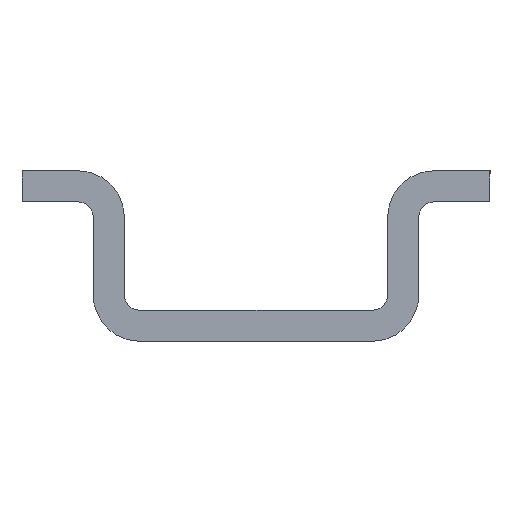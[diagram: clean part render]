
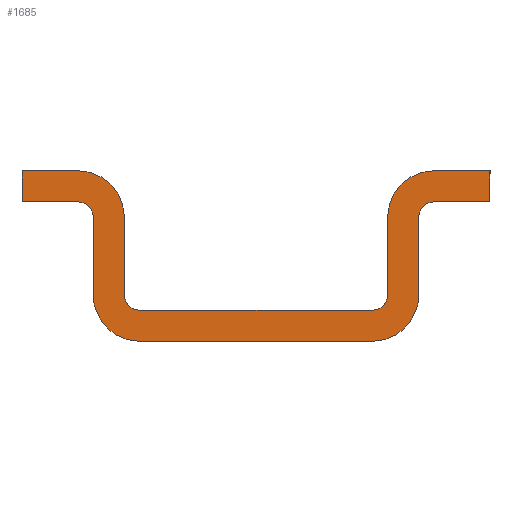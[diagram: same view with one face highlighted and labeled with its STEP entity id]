
A CAD part, left-side view. The second image highlights one B-rep face of the part: STEP entity #1685.
In plain terms, the highlighted planar face has unit normal (-1, 0, 0).
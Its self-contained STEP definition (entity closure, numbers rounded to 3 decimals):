
#87=FACE_OUTER_BOUND('',#173,.T.);
#173=EDGE_LOOP('',(#1135,#1136,#1137,#1138,#1139,#1140,#1141,#1142,#1143,
#1144,#1145,#1146,#1147,#1148,#1149,#1150,#1151,#1152,#1153,#1154));
#291=CIRCLE('',#1792,1.5);
#292=CIRCLE('',#1793,0.5);
#293=CIRCLE('',#1794,0.5);
#294=CIRCLE('',#1795,1.5);
#295=CIRCLE('',#1796,0.5);
#296=CIRCLE('',#1797,1.5);
#297=CIRCLE('',#1798,1.5);
#298=CIRCLE('',#1799,0.5);
#371=LINE('',#2467,#543);
#372=LINE('',#2469,#544);
#373=LINE('',#2473,#545);
#374=LINE('',#2477,#546);
#375=LINE('',#2481,#547);
#376=LINE('',#2485,#548);
#377=LINE('',#2487,#549);
#378=LINE('',#2489,#550);
#379=LINE('',#2493,#551);
#380=LINE('',#2497,#552);
#381=LINE('',#2501,#553);
#382=LINE('',#2504,#554);
#543=VECTOR('',#1961,10.);
#544=VECTOR('',#1962,10.);
#545=VECTOR('',#1965,10.);
#546=VECTOR('',#1968,10.);
#547=VECTOR('',#1971,10.);
#548=VECTOR('',#1974,10.);
#549=VECTOR('',#1975,10.);
#550=VECTOR('',#1976,10.);
#551=VECTOR('',#1979,10.);
#552=VECTOR('',#1982,10.);
#553=VECTOR('',#1985,10.);
#554=VECTOR('',#1988,10.);
#715=VERTEX_POINT('',#2465);
#716=VERTEX_POINT('',#2466);
#717=VERTEX_POINT('',#2468);
#718=VERTEX_POINT('',#2470);
#719=VERTEX_POINT('',#2472);
#720=VERTEX_POINT('',#2474);
#721=VERTEX_POINT('',#2476);
#722=VERTEX_POINT('',#2478);
#723=VERTEX_POINT('',#2480);
#724=VERTEX_POINT('',#2482);
#725=VERTEX_POINT('',#2484);
#726=VERTEX_POINT('',#2486);
#727=VERTEX_POINT('',#2488);
#728=VERTEX_POINT('',#2490);
#729=VERTEX_POINT('',#2492);
#730=VERTEX_POINT('',#2494);
#731=VERTEX_POINT('',#2496);
#732=VERTEX_POINT('',#2498);
#733=VERTEX_POINT('',#2500);
#734=VERTEX_POINT('',#2502);
#883=EDGE_CURVE('',#715,#716,#371,.T.);
#884=EDGE_CURVE('',#717,#715,#372,.T.);
#885=EDGE_CURVE('',#718,#717,#291,.T.);
#886=EDGE_CURVE('',#719,#718,#373,.T.);
#887=EDGE_CURVE('',#720,#719,#292,.T.);
#888=EDGE_CURVE('',#721,#720,#374,.T.);
#889=EDGE_CURVE('',#722,#721,#293,.T.);
#890=EDGE_CURVE('',#723,#722,#375,.T.);
#891=EDGE_CURVE('',#724,#723,#294,.T.);
#892=EDGE_CURVE('',#725,#724,#376,.T.);
#893=EDGE_CURVE('',#726,#725,#377,.T.);
#894=EDGE_CURVE('',#727,#726,#378,.T.);
#895=EDGE_CURVE('',#728,#727,#295,.T.);
#896=EDGE_CURVE('',#729,#728,#379,.T.);
#897=EDGE_CURVE('',#730,#729,#296,.T.);
#898=EDGE_CURVE('',#731,#730,#380,.T.);
#899=EDGE_CURVE('',#732,#731,#297,.T.);
#900=EDGE_CURVE('',#733,#732,#381,.T.);
#901=EDGE_CURVE('',#734,#733,#298,.T.);
#902=EDGE_CURVE('',#716,#734,#382,.T.);
#1135=ORIENTED_EDGE('',*,*,#883,.F.);
#1136=ORIENTED_EDGE('',*,*,#884,.F.);
#1137=ORIENTED_EDGE('',*,*,#885,.F.);
#1138=ORIENTED_EDGE('',*,*,#886,.F.);
#1139=ORIENTED_EDGE('',*,*,#887,.F.);
#1140=ORIENTED_EDGE('',*,*,#888,.F.);
#1141=ORIENTED_EDGE('',*,*,#889,.F.);
#1142=ORIENTED_EDGE('',*,*,#890,.F.);
#1143=ORIENTED_EDGE('',*,*,#891,.F.);
#1144=ORIENTED_EDGE('',*,*,#892,.F.);
#1145=ORIENTED_EDGE('',*,*,#893,.F.);
#1146=ORIENTED_EDGE('',*,*,#894,.F.);
#1147=ORIENTED_EDGE('',*,*,#895,.F.);
#1148=ORIENTED_EDGE('',*,*,#896,.F.);
#1149=ORIENTED_EDGE('',*,*,#897,.F.);
#1150=ORIENTED_EDGE('',*,*,#898,.F.);
#1151=ORIENTED_EDGE('',*,*,#899,.F.);
#1152=ORIENTED_EDGE('',*,*,#900,.F.);
#1153=ORIENTED_EDGE('',*,*,#901,.F.);
#1154=ORIENTED_EDGE('',*,*,#902,.F.);
#1639=PLANE('',#1791);
#1685=ADVANCED_FACE('',(#87),#1639,.F.);
#1791=AXIS2_PLACEMENT_3D('',#2464,#1959,#1960);
#1792=AXIS2_PLACEMENT_3D('',#2471,#1963,#1964);
#1793=AXIS2_PLACEMENT_3D('',#2475,#1966,#1967);
#1794=AXIS2_PLACEMENT_3D('',#2479,#1969,#1970);
#1795=AXIS2_PLACEMENT_3D('',#2483,#1972,#1973);
#1796=AXIS2_PLACEMENT_3D('',#2491,#1977,#1978);
#1797=AXIS2_PLACEMENT_3D('',#2495,#1980,#1981);
#1798=AXIS2_PLACEMENT_3D('',#2499,#1983,#1984);
#1799=AXIS2_PLACEMENT_3D('',#2503,#1986,#1987);
#1959=DIRECTION('center_axis',(1.,0.,0.));
#1960=DIRECTION('ref_axis',(0.,-1.,0.));
#1961=DIRECTION('',(0.,0.,-1.));
#1962=DIRECTION('',(0.,-1.,0.));
#1963=DIRECTION('center_axis',(1.,0.,0.));
#1964=DIRECTION('ref_axis',(0.,1.,0.));
#1965=DIRECTION('',(0.,0.,1.));
#1966=DIRECTION('center_axis',(-1.,0.,0.));
#1967=DIRECTION('ref_axis',(0.,1.,0.));
#1968=DIRECTION('',(0.,-1.,0.));
#1969=DIRECTION('center_axis',(-1.,0.,0.));
#1970=DIRECTION('ref_axis',(0.,0.,1.));
#1971=DIRECTION('',(0.,0.,-1.));
#1972=DIRECTION('center_axis',(1.,0.,0.));
#1973=DIRECTION('ref_axis',(0.,0.,1.));
#1974=DIRECTION('',(0.,-1.,0.));
#1975=DIRECTION('',(0.,0.,1.));
#1976=DIRECTION('',(0.,1.,0.));
#1977=DIRECTION('center_axis',(-1.,0.,0.));
#1978=DIRECTION('ref_axis',(0.,0.,-1.));
#1979=DIRECTION('',(0.,0.,1.));
#1980=DIRECTION('center_axis',(1.,0.,0.));
#1981=DIRECTION('ref_axis',(0.,0.,-1.));
#1982=DIRECTION('',(0.,1.,0.));
#1983=DIRECTION('center_axis',(1.,0.,0.));
#1984=DIRECTION('ref_axis',(0.,-1.,0.));
#1985=DIRECTION('',(0.,0.,-1.));
#1986=DIRECTION('center_axis',(-1.,0.,0.));
#1987=DIRECTION('ref_axis',(0.,-1.,0.));
#1988=DIRECTION('',(0.,1.,0.));
#2464=CARTESIAN_POINT('Origin',(336.,109.357,5.5));
#2465=CARTESIAN_POINT('',(336.,-7.55,5.5));
#2466=CARTESIAN_POINT('',(336.,-7.55,4.5));
#2467=CARTESIAN_POINT('',(336.,-7.55,5.));
#2468=CARTESIAN_POINT('',(336.,-5.75,5.5));
#2469=CARTESIAN_POINT('',(336.,50.904,5.5));
#2470=CARTESIAN_POINT('',(336.,-4.25,4.));
#2471=CARTESIAN_POINT('Origin',(336.,-5.75,4.));
#2472=CARTESIAN_POINT('',(336.,-4.25,1.5));
#2473=CARTESIAN_POINT('',(336.,-4.25,4.75));
#2474=CARTESIAN_POINT('',(336.,-3.75,1.));
#2475=CARTESIAN_POINT('Origin',(336.,-3.75,1.5));
#2476=CARTESIAN_POINT('',(336.,3.75,1.));
#2477=CARTESIAN_POINT('',(336.,52.804,1.));
#2478=CARTESIAN_POINT('',(336.,4.25,1.5));
#2479=CARTESIAN_POINT('Origin',(336.,3.75,1.5));
#2480=CARTESIAN_POINT('',(336.,4.25,4.));
#2481=CARTESIAN_POINT('',(336.,4.25,3.5));
#2482=CARTESIAN_POINT('',(336.,5.75,5.5));
#2483=CARTESIAN_POINT('Origin',(336.,5.75,4.));
#2484=CARTESIAN_POINT('',(336.,7.55,5.5));
#2485=CARTESIAN_POINT('',(336.,57.554,5.5));
#2486=CARTESIAN_POINT('',(336.,7.55,4.5));
#2487=CARTESIAN_POINT('',(336.,7.55,5.5));
#2488=CARTESIAN_POINT('',(336.,5.75,4.5));
#2489=CARTESIAN_POINT('',(336.,58.454,4.5));
#2490=CARTESIAN_POINT('',(336.,5.25,4.));
#2491=CARTESIAN_POINT('Origin',(336.,5.75,4.));
#2492=CARTESIAN_POINT('',(336.,5.25,1.5));
#2493=CARTESIAN_POINT('',(336.,5.25,4.75));
#2494=CARTESIAN_POINT('',(336.,3.75,0.));
#2495=CARTESIAN_POINT('Origin',(336.,3.75,1.5));
#2496=CARTESIAN_POINT('',(336.,-3.75,0.));
#2497=CARTESIAN_POINT('',(336.,56.554,0.));
#2498=CARTESIAN_POINT('',(336.,-5.25,1.5));
#2499=CARTESIAN_POINT('Origin',(336.,-3.75,1.5));
#2500=CARTESIAN_POINT('',(336.,-5.25,4.));
#2501=CARTESIAN_POINT('',(336.,-5.25,3.5));
#2502=CARTESIAN_POINT('',(336.,-5.75,4.5));
#2503=CARTESIAN_POINT('Origin',(336.,-5.75,4.));
#2504=CARTESIAN_POINT('',(336.,51.804,4.5));
